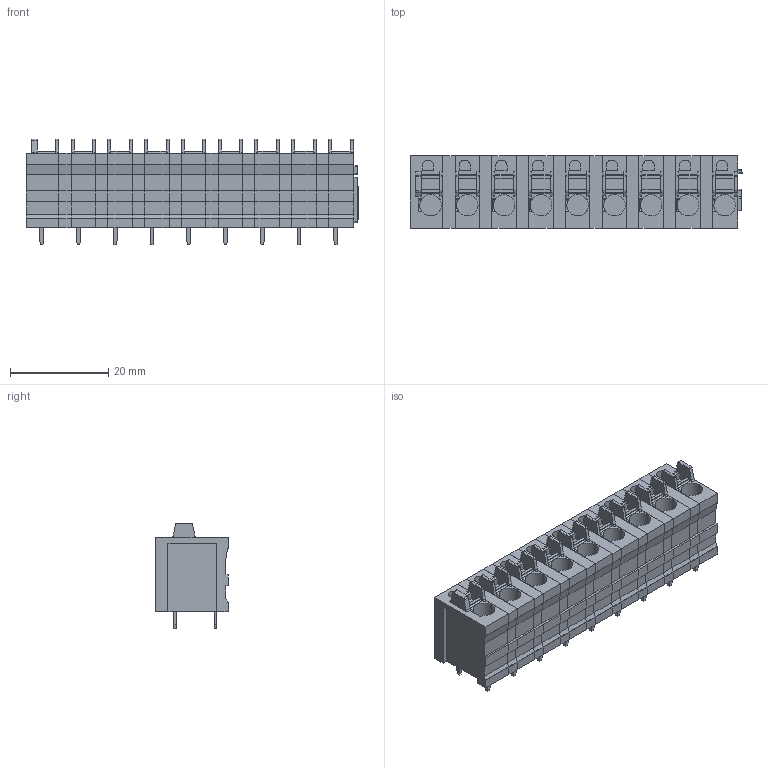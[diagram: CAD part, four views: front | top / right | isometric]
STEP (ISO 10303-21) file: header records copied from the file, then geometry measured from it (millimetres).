
FILE_DESCRIPTION(('CATIA V5 STEP Exchange','CAx-IF Rec.Pracs.--- Model Styling and Organization---1.4--- 2014-01-23'),'2;1');
FILE_NAME ('1296392-1_0', '2022-05-31T06:38:35+00:00', ('none'), ('Weidmueller'), 'CATIA Version 5-6 Release 2016 SP3 HF44', 'CATIA V5 STEP AP214', 'none');
FILE_SCHEMA(('AUTOMOTIVE_DESIGN { 1 0 10303 214 1 1 1 1 }'));
Length unit declared in the file: millimetre
Products named in the file (1): 2774720000
Bounding box: 67.73 x 14.8 x 21.6 mm (x, y, z)
Volume: 13849.8 mm3; surface area: 13693.9 mm2
Topology: 35 solids, 35 shells, 814 faces, 2169 edges, 1446 vertices
Faces by surface type: plane 664, cylinder 150
Entity records: 25850 total; most frequent: CARTESIAN_POINT 5178, ORIENTED_EDGE 4338, DIRECTION 3554, EDGE_CURVE 2169, VECTOR 1851, LINE 1851, VERTEX_POINT 1446, AXIS2_PLACEMENT_3D 969
